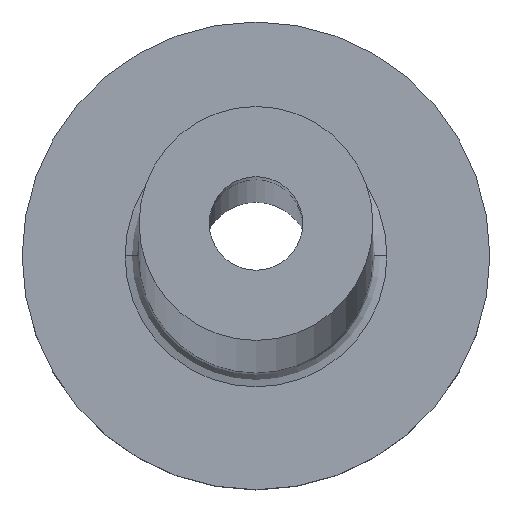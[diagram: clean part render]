
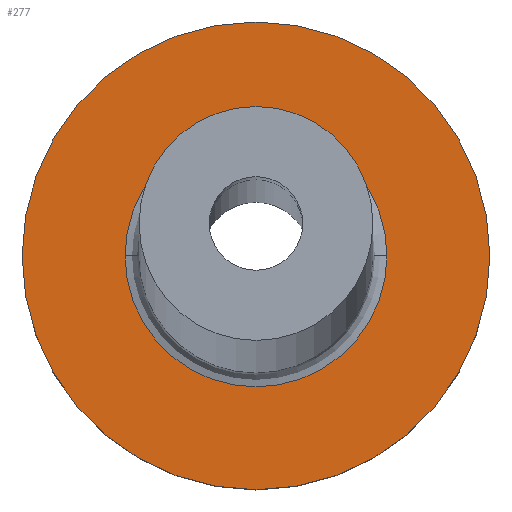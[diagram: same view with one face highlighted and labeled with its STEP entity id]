
A CAD part, top view. The second image highlights one B-rep face of the part: STEP entity #277.
In plain terms, the highlighted planar face has unit normal (0, 0, 1).
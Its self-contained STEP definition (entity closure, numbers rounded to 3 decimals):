
#2 = CARTESIAN_POINT ( 'NONE',  ( 0., 0., 3. ) ) ;
#9 = AXIS2_PLACEMENT_3D ( 'NONE', #2, #35, #413 ) ;
#13 = DIRECTION ( 'NONE',  ( 1., 0., 0. ) ) ;
#15 = CARTESIAN_POINT ( 'NONE',  ( -2.8, 0., 3. ) ) ;
#35 = DIRECTION ( 'NONE',  ( 0., 0., -1. ) ) ;
#37 = ORIENTED_EDGE ( 'NONE', *, *, #96, .T. ) ;
#38 = DIRECTION ( 'NONE',  ( 0., 0., -1. ) ) ;
#54 = DIRECTION ( 'NONE',  ( 1., 0., 0. ) ) ;
#90 = CARTESIAN_POINT ( 'NONE',  ( 0., 0., 3. ) ) ;
#93 = CIRCLE ( 'NONE', #192, 5. ) ;
#96 = EDGE_CURVE ( 'NONE', #306, #385, #240, .T. ) ;
#156 = CARTESIAN_POINT ( 'NONE',  ( 0., 0., 3. ) ) ;
#167 = CIRCLE ( 'NONE', #447, 5. ) ;
#180 = AXIS2_PLACEMENT_3D ( 'NONE', #370, #331, #13 ) ;
#192 = AXIS2_PLACEMENT_3D ( 'NONE', #156, #340, #54 ) ;
#200 = VERTEX_POINT ( 'NONE', #307 ) ;
#210 = PLANE ( 'NONE',  #180 ) ;
#216 = CIRCLE ( 'NONE', #433, 2.8 ) ;
#220 = VERTEX_POINT ( 'NONE', #313 ) ;
#221 = FACE_OUTER_BOUND ( 'NONE', #317, .T. ) ;
#225 = DIRECTION ( 'NONE',  ( 0., 0., 1. ) ) ;
#240 = CIRCLE ( 'NONE', #9, 2.8 ) ;
#246 = EDGE_LOOP ( 'NONE', ( #360, #37 ) ) ;
#277 = ADVANCED_FACE ( 'NONE', ( #395, #221 ), #210, .T. ) ;
#303 = CARTESIAN_POINT ( 'NONE',  ( 2.8, 0., 3. ) ) ;
#306 = VERTEX_POINT ( 'NONE', #15 ) ;
#307 = CARTESIAN_POINT ( 'NONE',  ( 5., 0., 3. ) ) ;
#313 = CARTESIAN_POINT ( 'NONE',  ( -5., 0., 3. ) ) ;
#317 = EDGE_LOOP ( 'NONE', ( #426, #350 ) ) ;
#331 = DIRECTION ( 'NONE',  ( 0., 0., 1. ) ) ;
#332 = EDGE_CURVE ( 'NONE', #385, #306, #216, .T. ) ;
#340 = DIRECTION ( 'NONE',  ( 0., 0., 1. ) ) ;
#350 = ORIENTED_EDGE ( 'NONE', *, *, #383, .T. ) ;
#358 = CARTESIAN_POINT ( 'NONE',  ( 0., 0., 3. ) ) ;
#360 = ORIENTED_EDGE ( 'NONE', *, *, #332, .T. ) ;
#370 = CARTESIAN_POINT ( 'NONE',  ( 0., 0., 3. ) ) ;
#375 = DIRECTION ( 'NONE',  ( 1., 0., 0. ) ) ;
#383 = EDGE_CURVE ( 'NONE', #200, #220, #93, .T. ) ;
#385 = VERTEX_POINT ( 'NONE', #303 ) ;
#395 = FACE_BOUND ( 'NONE', #246, .T. ) ;
#406 = DIRECTION ( 'NONE',  ( 1., 0., 0. ) ) ;
#413 = DIRECTION ( 'NONE',  ( 1., 0., 0. ) ) ;
#425 = EDGE_CURVE ( 'NONE', #220, #200, #167, .T. ) ;
#426 = ORIENTED_EDGE ( 'NONE', *, *, #425, .T. ) ;
#433 = AXIS2_PLACEMENT_3D ( 'NONE', #358, #38, #406 ) ;
#447 = AXIS2_PLACEMENT_3D ( 'NONE', #90, #225, #375 ) ;
